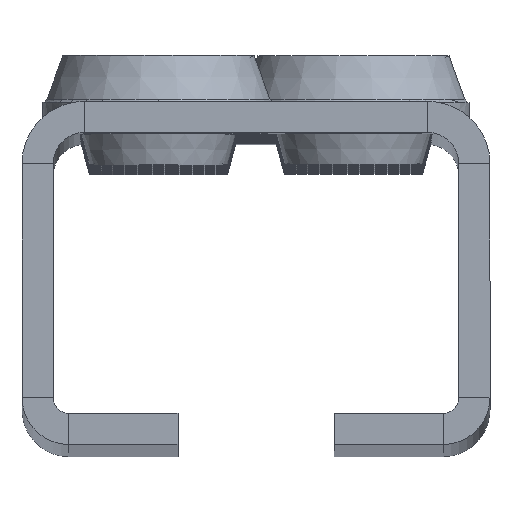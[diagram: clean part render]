
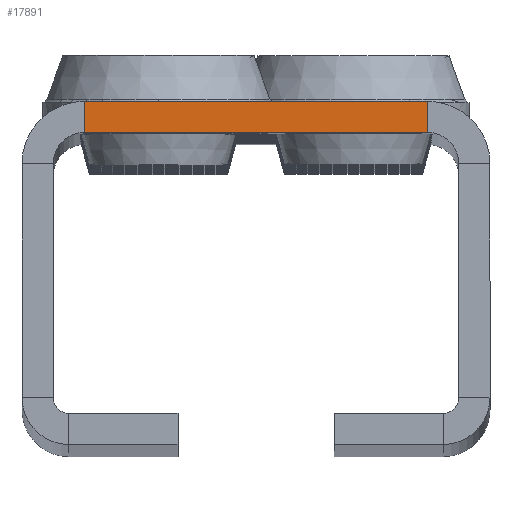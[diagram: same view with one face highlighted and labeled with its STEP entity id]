
A CAD part, top view. The second image highlights one B-rep face of the part: STEP entity #17891.
In plain terms, the highlighted planar face has unit normal (0, 0, 1).
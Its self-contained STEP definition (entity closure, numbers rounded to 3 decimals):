
#1717 = LINE ( 'NONE', #1851, #24907 ) ;
#1851 = CARTESIAN_POINT ( 'NONE',  ( -15., 20., 446. ) ) ;
#2961 = LINE ( 'NONE', #7138, #24644 ) ;
#4036 = CARTESIAN_POINT ( 'NONE',  ( 11., 22., 446. ) ) ;
#4052 = DIRECTION ( 'NONE',  ( 1., 0., 0. ) ) ;
#4169 = VECTOR ( 'NONE', #8167, 1000. ) ;
#4671 = CARTESIAN_POINT ( 'NONE',  ( -11., 22., 446. ) ) ;
#4888 = VERTEX_POINT ( 'NONE', #8316 ) ;
#6403 = ORIENTED_EDGE ( 'NONE', *, *, #9831, .T. ) ;
#7138 = CARTESIAN_POINT ( 'NONE',  ( 11., 20., 446. ) ) ;
#7800 = ORIENTED_EDGE ( 'NONE', *, *, #16988, .T. ) ;
#8100 = FACE_OUTER_BOUND ( 'NONE', #22955, .T. ) ;
#8167 = DIRECTION ( 'NONE',  ( 0., -1., 0. ) ) ;
#8316 = CARTESIAN_POINT ( 'NONE',  ( -11., 20., 446. ) ) ;
#8390 = DIRECTION ( 'NONE',  ( 1., 0., 0. ) ) ;
#8467 = EDGE_CURVE ( 'NONE', #4888, #12158, #1717, .T. ) ;
#8874 = VERTEX_POINT ( 'NONE', #4036 ) ;
#9831 = EDGE_CURVE ( 'NONE', #12158, #8874, #2961, .T. ) ;
#10187 = PLANE ( 'NONE',  #23811 ) ;
#10582 = CARTESIAN_POINT ( 'NONE',  ( -15., 22., 446. ) ) ;
#10737 = VERTEX_POINT ( 'NONE', #4671 ) ;
#12158 = VERTEX_POINT ( 'NONE', #12324 ) ;
#12192 = CARTESIAN_POINT ( 'NONE',  ( -11., 22., 446. ) ) ;
#12324 = CARTESIAN_POINT ( 'NONE',  ( 11., 20., 446. ) ) ;
#13899 = ORIENTED_EDGE ( 'NONE', *, *, #14947, .F. ) ;
#14873 = DIRECTION ( 'NONE',  ( 1., 0., 0. ) ) ;
#14947 = EDGE_CURVE ( 'NONE', #10737, #8874, #16679, .T. ) ;
#16679 = LINE ( 'NONE', #10582, #17885 ) ;
#16988 = EDGE_CURVE ( 'NONE', #10737, #4888, #25240, .T. ) ;
#17885 = VECTOR ( 'NONE', #14873, 1000. ) ;
#17891 = ADVANCED_FACE ( 'NONE', ( #8100 ), #10187, .T. ) ;
#18079 = DIRECTION ( 'NONE',  ( 0., 1., 0. ) ) ;
#22955 = EDGE_LOOP ( 'NONE', ( #13899, #7800, #24844, #6403 ) ) ;
#22964 = CARTESIAN_POINT ( 'NONE',  ( -13., 18., 446. ) ) ;
#23107 = DIRECTION ( 'NONE',  ( 0., 0., 1. ) ) ;
#23811 = AXIS2_PLACEMENT_3D ( 'NONE', #22964, #23107, #4052 ) ;
#24644 = VECTOR ( 'NONE', #18079, 1000. ) ;
#24844 = ORIENTED_EDGE ( 'NONE', *, *, #8467, .T. ) ;
#24907 = VECTOR ( 'NONE', #8390, 1000. ) ;
#25240 = LINE ( 'NONE', #12192, #4169 ) ;
